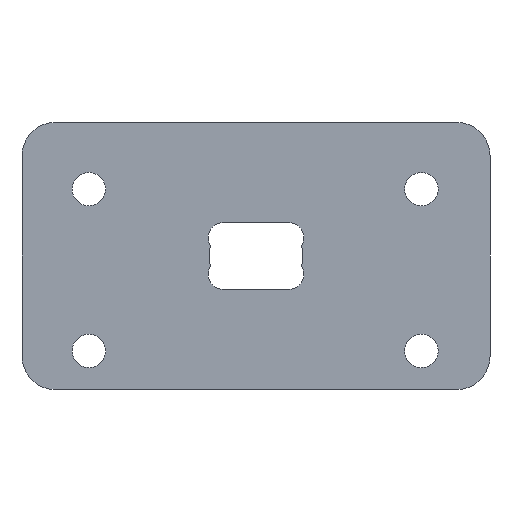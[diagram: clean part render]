
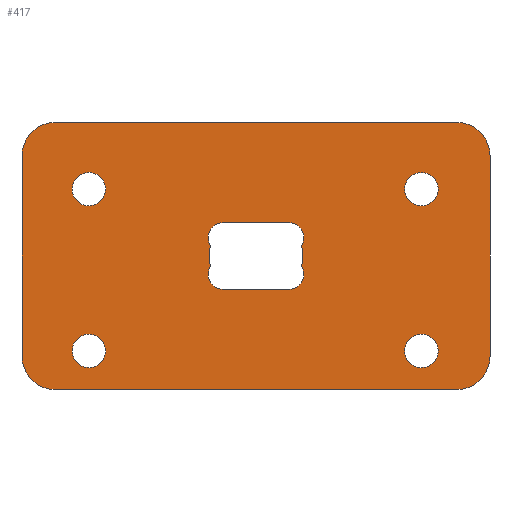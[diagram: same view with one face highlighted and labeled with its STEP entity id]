
A CAD part, front view. The second image highlights one B-rep face of the part: STEP entity #417.
In plain terms, the highlighted planar face has unit normal (0, -1, 0).
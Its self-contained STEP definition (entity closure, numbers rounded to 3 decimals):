
#20=FACE_BOUND('',#65,.T.);
#21=FACE_BOUND('',#66,.T.);
#22=FACE_BOUND('',#67,.T.);
#23=FACE_BOUND('',#68,.T.);
#24=FACE_BOUND('',#69,.T.);
#26=PLANE('',#470);
#37=FACE_OUTER_BOUND('',#64,.T.);
#64=EDGE_LOOP('',(#311,#312,#313,#314,#315,#316,#317,#318));
#65=EDGE_LOOP('',(#319,#320,#321,#322,#323,#324,#325,#326));
#66=EDGE_LOOP('',(#327));
#67=EDGE_LOOP('',(#328));
#68=EDGE_LOOP('',(#329));
#69=EDGE_LOOP('',(#330));
#97=LINE('',#692,#129);
#98=LINE('',#696,#130);
#99=LINE('',#700,#131);
#100=LINE('',#704,#132);
#101=LINE('',#707,#133);
#102=LINE('',#714,#134);
#129=VECTOR('',#555,1000.);
#130=VECTOR('',#558,1000.);
#131=VECTOR('',#561,1000.);
#132=VECTOR('',#564,1000.);
#133=VECTOR('',#567,1000.);
#134=VECTOR('',#574,1000.);
#151=CIRCLE('',#450,2.25);
#154=CIRCLE('',#454,7.);
#167=CIRCLE('',#469,2.25);
#168=CIRCLE('',#471,5.);
#169=CIRCLE('',#472,5.);
#170=CIRCLE('',#473,5.);
#171=CIRCLE('',#474,5.);
#172=CIRCLE('',#475,2.25);
#173=CIRCLE('',#476,7.);
#174=CIRCLE('',#477,2.25);
#175=CIRCLE('',#478,2.5);
#176=CIRCLE('',#479,2.5);
#177=CIRCLE('',#480,2.5);
#178=CIRCLE('',#481,2.5);
#179=VERTEX_POINT('',#635);
#180=VERTEX_POINT('',#636);
#184=VERTEX_POINT('',#646);
#202=VERTEX_POINT('',#686);
#203=VERTEX_POINT('',#690);
#204=VERTEX_POINT('',#691);
#205=VERTEX_POINT('',#693);
#206=VERTEX_POINT('',#695);
#207=VERTEX_POINT('',#697);
#208=VERTEX_POINT('',#699);
#209=VERTEX_POINT('',#701);
#210=VERTEX_POINT('',#703);
#211=VERTEX_POINT('',#706);
#212=VERTEX_POINT('',#708);
#213=VERTEX_POINT('',#710);
#214=VERTEX_POINT('',#712);
#215=VERTEX_POINT('',#715);
#216=VERTEX_POINT('',#717);
#217=VERTEX_POINT('',#719);
#218=VERTEX_POINT('',#721);
#219=EDGE_CURVE('',#179,#180,#151,.T.);
#225=EDGE_CURVE('',#179,#184,#154,.T.);
#244=EDGE_CURVE('',#202,#184,#167,.T.);
#246=EDGE_CURVE('',#203,#204,#97,.T.);
#247=EDGE_CURVE('',#204,#205,#168,.T.);
#248=EDGE_CURVE('',#205,#206,#98,.T.);
#249=EDGE_CURVE('',#206,#207,#169,.T.);
#250=EDGE_CURVE('',#207,#208,#99,.T.);
#251=EDGE_CURVE('',#208,#209,#170,.T.);
#252=EDGE_CURVE('',#209,#210,#100,.T.);
#253=EDGE_CURVE('',#210,#203,#171,.T.);
#254=EDGE_CURVE('',#202,#211,#101,.T.);
#255=EDGE_CURVE('',#212,#211,#172,.T.);
#256=EDGE_CURVE('',#212,#213,#173,.T.);
#257=EDGE_CURVE('',#213,#214,#174,.T.);
#258=EDGE_CURVE('',#214,#180,#102,.T.);
#259=EDGE_CURVE('',#215,#215,#175,.T.);
#260=EDGE_CURVE('',#216,#216,#176,.T.);
#261=EDGE_CURVE('',#217,#217,#177,.T.);
#262=EDGE_CURVE('',#218,#218,#178,.T.);
#311=ORIENTED_EDGE('',*,*,#246,.T.);
#312=ORIENTED_EDGE('',*,*,#247,.T.);
#313=ORIENTED_EDGE('',*,*,#248,.T.);
#314=ORIENTED_EDGE('',*,*,#249,.T.);
#315=ORIENTED_EDGE('',*,*,#250,.T.);
#316=ORIENTED_EDGE('',*,*,#251,.T.);
#317=ORIENTED_EDGE('',*,*,#252,.T.);
#318=ORIENTED_EDGE('',*,*,#253,.T.);
#319=ORIENTED_EDGE('',*,*,#219,.F.);
#320=ORIENTED_EDGE('',*,*,#225,.T.);
#321=ORIENTED_EDGE('',*,*,#244,.F.);
#322=ORIENTED_EDGE('',*,*,#254,.T.);
#323=ORIENTED_EDGE('',*,*,#255,.F.);
#324=ORIENTED_EDGE('',*,*,#256,.T.);
#325=ORIENTED_EDGE('',*,*,#257,.T.);
#326=ORIENTED_EDGE('',*,*,#258,.T.);
#327=ORIENTED_EDGE('',*,*,#259,.F.);
#328=ORIENTED_EDGE('',*,*,#260,.F.);
#329=ORIENTED_EDGE('',*,*,#261,.F.);
#330=ORIENTED_EDGE('',*,*,#262,.F.);
#417=ADVANCED_FACE('',(#37,#20,#21,#22,#23,#24),#26,.T.);
#450=AXIS2_PLACEMENT_3D('',#637,#503,#504);
#454=AXIS2_PLACEMENT_3D('',#648,#514,#515);
#469=AXIS2_PLACEMENT_3D('',#687,#550,#551);
#470=AXIS2_PLACEMENT_3D('',#689,#553,#554);
#471=AXIS2_PLACEMENT_3D('',#694,#556,#557);
#472=AXIS2_PLACEMENT_3D('',#698,#559,#560);
#473=AXIS2_PLACEMENT_3D('',#702,#562,#563);
#474=AXIS2_PLACEMENT_3D('',#705,#565,#566);
#475=AXIS2_PLACEMENT_3D('',#709,#568,#569);
#476=AXIS2_PLACEMENT_3D('',#711,#570,#571);
#477=AXIS2_PLACEMENT_3D('',#713,#572,#573);
#478=AXIS2_PLACEMENT_3D('',#716,#575,#576);
#479=AXIS2_PLACEMENT_3D('',#718,#577,#578);
#480=AXIS2_PLACEMENT_3D('',#720,#579,#580);
#481=AXIS2_PLACEMENT_3D('',#722,#581,#582);
#503=DIRECTION('center_axis',(0.,-1.,0.));
#504=DIRECTION('ref_axis',(-0.854,0.,0.521));
#514=DIRECTION('center_axis',(0.,1.,0.));
#515=DIRECTION('ref_axis',(1.,0.,0.));
#550=DIRECTION('center_axis',(0.,-1.,0.));
#551=DIRECTION('ref_axis',(-0.854,0.,-0.521));
#553=DIRECTION('center_axis',(0.,-1.,0.));
#554=DIRECTION('ref_axis',(0.,0.,-1.));
#555=DIRECTION('',(0.,0.,-1.));
#556=DIRECTION('center_axis',(0.,-1.,0.));
#557=DIRECTION('ref_axis',(0.,0.,-1.));
#558=DIRECTION('',(1.,0.,0.));
#559=DIRECTION('center_axis',(0.,-1.,0.));
#560=DIRECTION('ref_axis',(0.,0.,-1.));
#561=DIRECTION('',(0.,0.,1.));
#562=DIRECTION('center_axis',(0.,-1.,0.));
#563=DIRECTION('ref_axis',(0.,0.,-1.));
#564=DIRECTION('',(-1.,0.,0.));
#565=DIRECTION('center_axis',(0.,-1.,0.));
#566=DIRECTION('ref_axis',(0.,0.,-1.));
#567=DIRECTION('',(1.,0.,0.));
#568=DIRECTION('center_axis',(0.,-1.,0.));
#569=DIRECTION('ref_axis',(0.854,0.,-0.521));
#570=DIRECTION('center_axis',(0.,1.,0.));
#571=DIRECTION('ref_axis',(-1.,0.,0.));
#572=DIRECTION('center_axis',(0.,1.,0.));
#573=DIRECTION('ref_axis',(0.854,0.,0.521));
#574=DIRECTION('',(-1.,0.,0.));
#575=DIRECTION('center_axis',(0.,-1.,0.));
#576=DIRECTION('ref_axis',(1.,0.,0.));
#577=DIRECTION('center_axis',(0.,-1.,0.));
#578=DIRECTION('ref_axis',(1.,0.,0.));
#579=DIRECTION('center_axis',(0.,-1.,0.));
#580=DIRECTION('ref_axis',(1.,0.,0.));
#581=DIRECTION('center_axis',(0.,-1.,0.));
#582=DIRECTION('ref_axis',(1.,0.,0.));
#635=CARTESIAN_POINT('',(-6.82,-9.,-1.578));
#636=CARTESIAN_POINT('',(-4.899,-9.,-5.));
#637=CARTESIAN_POINT('Origin',(-4.899,-9.,-2.75));
#646=CARTESIAN_POINT('',(-6.82,-9.,1.578));
#648=CARTESIAN_POINT('Origin',(0.,-9.,0.));
#686=CARTESIAN_POINT('',(-4.899,-9.,5.));
#687=CARTESIAN_POINT('Origin',(-4.899,-9.,2.75));
#689=CARTESIAN_POINT('Origin',(0.,-9.,0.));
#690=CARTESIAN_POINT('',(-35.,-9.,15.));
#691=CARTESIAN_POINT('',(-35.,-9.,-15.));
#692=CARTESIAN_POINT('',(-35.,-9.,20.));
#693=CARTESIAN_POINT('',(-30.,-9.,-20.));
#694=CARTESIAN_POINT('Origin',(-30.,-9.,-15.));
#695=CARTESIAN_POINT('',(30.,-9.,-20.));
#696=CARTESIAN_POINT('',(-35.,-9.,-20.));
#697=CARTESIAN_POINT('',(35.,-9.,-15.));
#698=CARTESIAN_POINT('Origin',(30.,-9.,-15.));
#699=CARTESIAN_POINT('',(35.,-9.,15.));
#700=CARTESIAN_POINT('',(35.,-9.,-20.));
#701=CARTESIAN_POINT('',(30.,-9.,20.));
#702=CARTESIAN_POINT('Origin',(30.,-9.,15.));
#703=CARTESIAN_POINT('',(-30.,-9.,20.));
#704=CARTESIAN_POINT('',(35.,-9.,20.));
#705=CARTESIAN_POINT('Origin',(-30.,-9.,15.));
#706=CARTESIAN_POINT('',(4.899,-9.,5.));
#707=CARTESIAN_POINT('',(-4.899,-9.,5.));
#708=CARTESIAN_POINT('',(6.82,-9.,1.578));
#709=CARTESIAN_POINT('Origin',(4.899,-9.,2.75));
#710=CARTESIAN_POINT('',(6.82,-9.,-1.578));
#711=CARTESIAN_POINT('Origin',(0.,-9.,0.));
#712=CARTESIAN_POINT('',(4.899,-9.,-5.));
#713=CARTESIAN_POINT('Origin',(4.899,-9.,-2.75));
#714=CARTESIAN_POINT('',(4.899,-9.,-5.));
#715=CARTESIAN_POINT('',(24.746,-9.,-11.704));
#716=CARTESIAN_POINT('Origin',(24.746,-9.,-14.204));
#717=CARTESIAN_POINT('',(24.746,-9.,12.5));
#718=CARTESIAN_POINT('Origin',(24.746,-9.,10.));
#719=CARTESIAN_POINT('',(-25.,-9.,-11.704));
#720=CARTESIAN_POINT('Origin',(-25.,-9.,-14.204));
#721=CARTESIAN_POINT('',(-25.,-9.,12.5));
#722=CARTESIAN_POINT('Origin',(-25.,-9.,10.));
